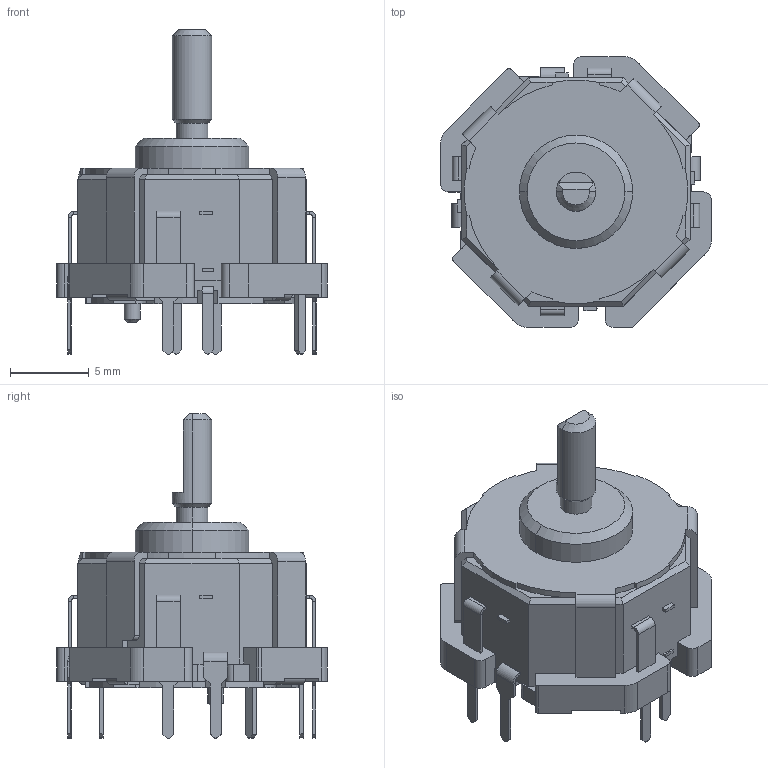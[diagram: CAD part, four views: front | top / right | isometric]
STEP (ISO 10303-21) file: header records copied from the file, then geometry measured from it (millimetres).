
FILE_DESCRIPTION (( 'STEP AP214' ), '1' );
FILE_NAME ('RKJXT1F42001.STEP', '2012-02-10T06:11:03', ( '' ), ( '' ), 'SwSTEP 2.0', 'SolidWorks 2010', '' );
FILE_SCHEMA (( 'AUTOMOTIVE_DESIGN' ));
Length unit declared in the file: millimetre
Products named in the file (1): RKJXT1F42001
Bounding box: 17.2 x 17.2 x 20.62 mm (x, y, z)
Volume: 1709 mm3; surface area: 1177.3 mm2
Topology: 1 solids, 1 shells, 464 faces, 1214 edges, 772 vertices
Faces by surface type: plane 349, cylinder 106, cone 9
Entity records: 19181 total; most frequent: CARTESIAN_POINT 2457, ORIENTED_EDGE 2428, DIRECTION 2376, EDGE_CURVE 1214, LINE 978, VECTOR 978, VERTEX_POINT 772, AXIS2_PLACEMENT_3D 699
